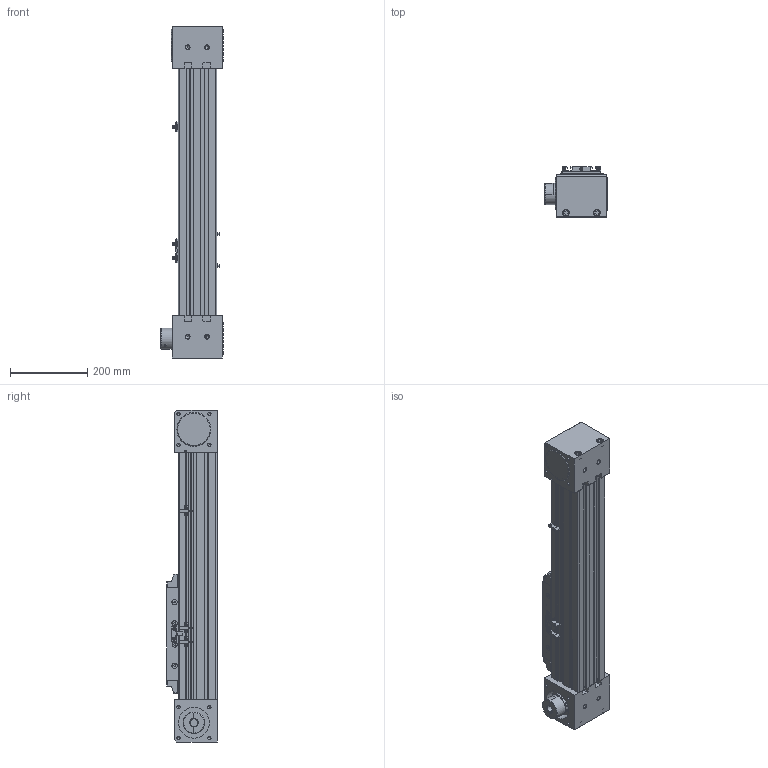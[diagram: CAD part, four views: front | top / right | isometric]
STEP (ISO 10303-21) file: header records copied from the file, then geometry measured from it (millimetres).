
FILE_DESCRIPTION (( 'STEP AP203' ), '1' );
FILE_NAME ('ITC100-D01-300.step', '2019-09-11T01:02:23', ( 'User' ), ( 'China' ), 'SwSTEP 2.0', 'SolidWorks 2016', '' );
FILE_SCHEMA (( 'CONFIG_CONTROL_DESIGN' ));
Length unit declared in the file: millimetre
Products named in the file (9): PART-10008-TC; ITC100-D01-300; PART-10002-TC; PART-10005-TC; PART-10004-TC; PART-10003-TC; PART-10007-TC; PART-10001-TC; PART-10006-TC
Assembly tree (14 placements, depth 2):
  ITC100-D01-300
    PART-10001-TC
    PART-10003-TC  x2
    PART-10002-TC
    PART-10005-TC  x3
    PART-10006-TC
    PART-10007-TC
    PART-10004-TC  x2
    PART-10008-TC  x3
Bounding box: 161.5 x 130 x 860 mm (x, y, z)
Volume: 8970419.1 mm3; surface area: 1037525.3 mm2
Topology: 14 solids, 32 shells, 1677 faces, 4185 edges, 2624 vertices
Faces by surface type: plane 784, cylinder 516, cone 317, torus 56, sphere 4
Entity records: 37080 total; most frequent: CARTESIAN_POINT 6728, DIRECTION 6355, ORIENTED_EDGE 5912, EDGE_CURVE 2960, AXIS2_PLACEMENT_3D 2304, VERTEX_POINT 1877, VECTOR 1747, LINE 1747
